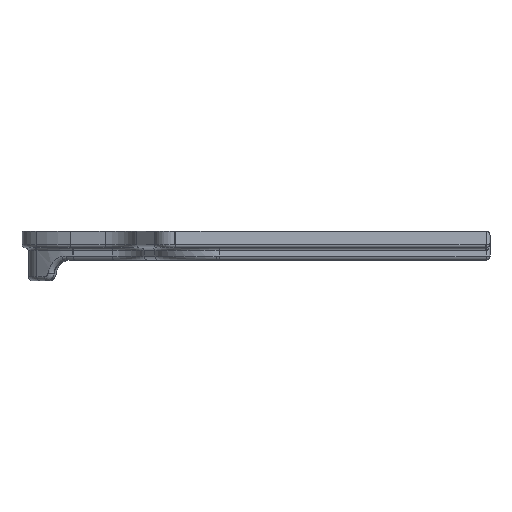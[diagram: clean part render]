
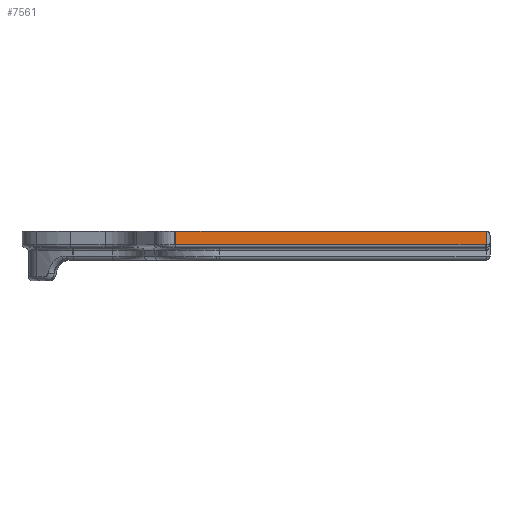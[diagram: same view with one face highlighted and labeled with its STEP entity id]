
A CAD part, left-side view. The second image highlights one B-rep face of the part: STEP entity #7561.
In plain terms, the highlighted planar face has unit normal (-0.999, -0.052, 0).
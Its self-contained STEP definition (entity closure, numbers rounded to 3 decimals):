
#284 = EDGE_CURVE ( 'NONE', #6733, #5945, #8152, .T. ) ;
#495 = CARTESIAN_POINT ( 'NONE',  ( -52.26, 27.772, 4. ) ) ;
#552 = ORIENTED_EDGE ( 'NONE', *, *, #8408, .T. ) ;
#565 = AXIS2_PLACEMENT_3D ( 'NONE', #4799, #7085, #3608 ) ;
#692 = ORIENTED_EDGE ( 'NONE', *, *, #284, .T. ) ;
#802 = CARTESIAN_POINT ( 'NONE',  ( -48.339, -47.042, 0.7 ) ) ;
#1247 = DIRECTION ( 'NONE',  ( 0., 0., 1. ) ) ;
#1363 = CARTESIAN_POINT ( 'NONE',  ( -48.342, -47., 4. ) ) ;
#1410 = LINE ( 'NONE', #4012, #2464 ) ;
#1557 = CARTESIAN_POINT ( 'NONE',  ( -52.492, 32.19, 4. ) ) ;
#1776 = PLANE ( 'NONE',  #565 ) ;
#1777 = EDGE_CURVE ( 'NONE', #5945, #6464, #3465, .T. ) ;
#2092 = ORIENTED_EDGE ( 'NONE', *, *, #6089, .T. ) ;
#2151 = EDGE_LOOP ( 'NONE', ( #9119, #2092, #8693, #552, #4804, #692 ) ) ;
#2464 = VECTOR ( 'NONE', #1247, 1000. ) ;
#2616 = VECTOR ( 'NONE', #4736, 1000. ) ;
#2960 = VECTOR ( 'NONE', #6474, 1000. ) ;
#2964 = CARTESIAN_POINT ( 'NONE',  ( -48.339, -47.052, 3.999 ) ) ;
#3465 = LINE ( 'NONE', #8696, #2960 ) ;
#3608 = DIRECTION ( 'NONE',  ( -0.052, 0.999, 0. ) ) ;
#3707 = CARTESIAN_POINT ( 'NONE',  ( -48.341, -47.017, 4. ) ) ;
#3982 = DIRECTION ( 'NONE',  ( 0., 0., -1. ) ) ;
#4012 = CARTESIAN_POINT ( 'NONE',  ( -48.339, -47.052, 4. ) ) ;
#4231 = VECTOR ( 'NONE', #3982, 1000. ) ;
#4258 = VERTEX_POINT ( 'NONE', #1363 ) ;
#4461 = CARTESIAN_POINT ( 'NONE',  ( -48.339, -47.052, 3.999 ) ) ;
#4519 = EDGE_CURVE ( 'NONE', #6678, #8380, #1410, .T. ) ;
#4736 = DIRECTION ( 'NONE',  ( 0.052, -0.999, 0. ) ) ;
#4739 = CARTESIAN_POINT ( 'NONE',  ( -48.34, -47.037, 0.7 ) ) ;
#4799 = CARTESIAN_POINT ( 'NONE',  ( -52.492, 32.19, 4. ) ) ;
#4804 = ORIENTED_EDGE ( 'NONE', *, *, #6701, .F. ) ;
#5657 = LINE ( 'NONE', #1557, #2616 ) ;
#5945 = VERTEX_POINT ( 'NONE', #7779 ) ;
#6089 = EDGE_CURVE ( 'NONE', #6464, #6678, #6869, .T. ) ;
#6426 = CARTESIAN_POINT ( 'NONE',  ( -48.34, -47.037, 0.7 ) ) ;
#6464 = VERTEX_POINT ( 'NONE', #4739 ) ;
#6474 = DIRECTION ( 'NONE',  ( 0.052, -0.999, 0. ) ) ;
#6678 = VERTEX_POINT ( 'NONE', #7025 ) ;
#6701 = EDGE_CURVE ( 'NONE', #6733, #4258, #5657, .T. ) ;
#6733 = VERTEX_POINT ( 'NONE', #495 ) ;
#6869 =( BOUNDED_CURVE ( )  B_SPLINE_CURVE ( 3, ( #6426, #802, #7785, #8355 ),
 .UNSPECIFIED., .F., .F. ) 
 B_SPLINE_CURVE_WITH_KNOTS ( ( 4, 4 ),
 ( 1.571, 1.623 ),
 .UNSPECIFIED. ) 
 CURVE ( )  GEOMETRIC_REPRESENTATION_ITEM ( )  RATIONAL_B_SPLINE_CURVE ( ( 1., 1., 1., 1. ) ) 
 REPRESENTATION_ITEM ( '' )  );
#7025 = CARTESIAN_POINT ( 'NONE',  ( -48.339, -47.052, 0.7 ) ) ;
#7085 = DIRECTION ( 'NONE',  ( 0.999, 0.052, 0. ) ) ;
#7518 = FACE_OUTER_BOUND ( 'NONE', #2151, .T. ) ;
#7561 = ADVANCED_FACE ( 'NONE', ( #7518 ), #1776, .F. ) ;
#7779 = CARTESIAN_POINT ( 'NONE',  ( -52.26, 27.772, 0.7 ) ) ;
#7785 = CARTESIAN_POINT ( 'NONE',  ( -48.339, -47.047, 0.7 ) ) ;
#8016 = CARTESIAN_POINT ( 'NONE',  ( -52.26, 27.772, 4. ) ) ;
#8152 = LINE ( 'NONE', #8016, #4231 ) ;
#8179 =( BOUNDED_CURVE ( )  B_SPLINE_CURVE ( 3, ( #2964, #8207, #3707, #8927 ),
 .UNSPECIFIED., .F., .F. ) 
 B_SPLINE_CURVE_WITH_KNOTS ( ( 4, 4 ),
 ( 1.518, 1.571 ),
 .UNSPECIFIED. ) 
 CURVE ( )  GEOMETRIC_REPRESENTATION_ITEM ( )  RATIONAL_B_SPLINE_CURVE ( ( 1., 1., 1., 1. ) ) 
 REPRESENTATION_ITEM ( '' )  );
#8207 = CARTESIAN_POINT ( 'NONE',  ( -48.34, -47.035, 4. ) ) ;
#8355 = CARTESIAN_POINT ( 'NONE',  ( -48.339, -47.052, 0.7 ) ) ;
#8380 = VERTEX_POINT ( 'NONE', #4461 ) ;
#8408 = EDGE_CURVE ( 'NONE', #8380, #4258, #8179, .T. ) ;
#8693 = ORIENTED_EDGE ( 'NONE', *, *, #4519, .T. ) ;
#8696 = CARTESIAN_POINT ( 'NONE',  ( -52.492, 32.19, 0.7 ) ) ;
#8927 = CARTESIAN_POINT ( 'NONE',  ( -48.342, -47., 4. ) ) ;
#9119 = ORIENTED_EDGE ( 'NONE', *, *, #1777, .T. ) ;
